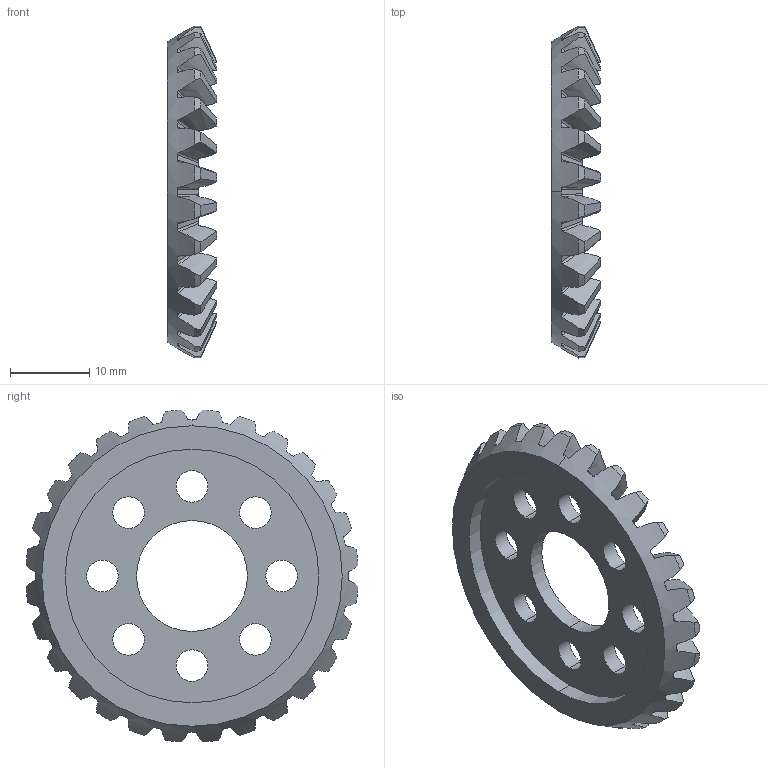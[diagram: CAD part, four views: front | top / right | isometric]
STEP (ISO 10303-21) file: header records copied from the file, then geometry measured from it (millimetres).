
FILE_DESCRIPTION (( 'STEP AP203' ), '1' );
FILE_NAME ('2307-0006-0028 rev2.STEP', '2019-03-27T19:18:42', ( '' ), ( '' ), 'SwSTEP 2.0', 'SolidWorks 2016', '' );
FILE_SCHEMA (( 'CONFIG_CONTROL_DESIGN' ));
Length unit declared in the file: millimetre
Products named in the file (1): 2307-0006-0028 rev2
Bounding box: 6.28 x 41.92 x 41.92 mm (x, y, z)
Volume: 2917.7 mm3; surface area: 3577.4 mm2
Topology: 1 solids, 1 shells, 249 faces, 738 edges, 492 vertices
Faces by surface type: bspline 140, cylinder 76, cone 30, plane 3
Entity records: 10241 total; most frequent: CARTESIAN_POINT 4762, ORIENTED_EDGE 1476, EDGE_CURVE 738, DIRECTION 662, VERTEX_POINT 492, B_SPLINE_CURVE_WITH_KNOTS 450, EDGE_LOOP 268, AXIS2_PLACEMENT_3D 264
